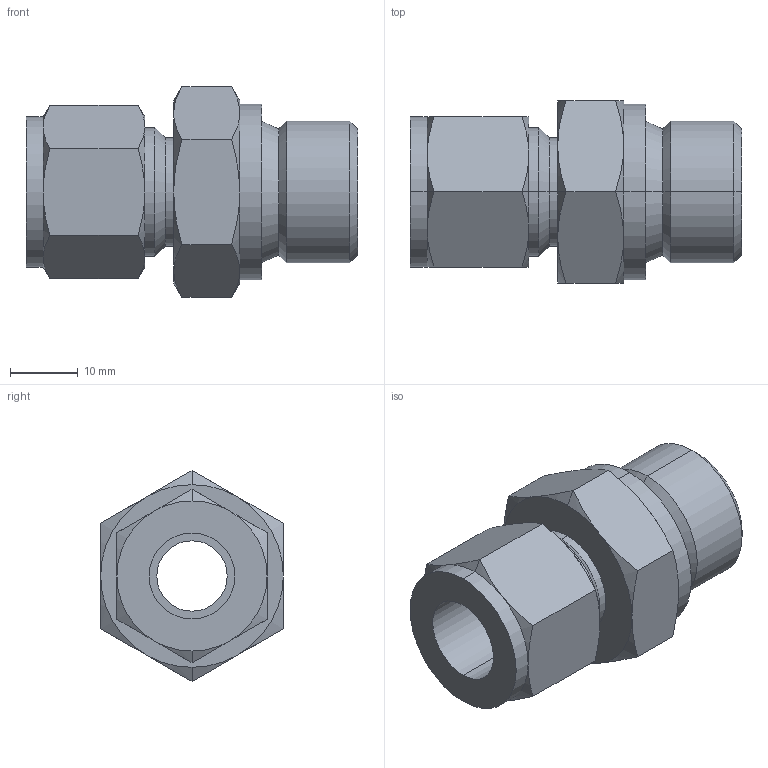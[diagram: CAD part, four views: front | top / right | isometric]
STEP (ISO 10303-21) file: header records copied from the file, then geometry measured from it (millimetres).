
FILE_DESCRIPTION (( 'STEP AP203' ), '1' );
FILE_NAME ('RizurLok-P-1.2(O)-1.2G(Pm).STEP', '2022-03-10T13:50:49', ( '' ), ( '' ), 'SwSTEP 2.0', 'SolidWorks 2020', '' );
FILE_SCHEMA (( 'CONFIG_CONTROL_DESIGN' ));
Length unit declared in the file: millimetre
Products named in the file (2): RizurLok-P-1.2(O)-1.2G(Pm)
Assembly tree (1 placements, depth 2):
  RizurLok-P-1.2(O)-1.2G(Pm)
    RizurLok-P-1.2(O)-1.2G(Pm)
Bounding box: 49 x 27 x 31.18 mm (x, y, z)
Volume: 15820.6 mm3; surface area: 6873.8 mm2
Topology: 1 solids, 1 shells, 215 faces, 543 edges, 346 vertices
Faces by surface type: plane 82, bspline 75, cone 40, cylinder 14, torus 4
Entity records: 9251 total; most frequent: CARTESIAN_POINT 4455, ORIENTED_EDGE 1086, DIRECTION 705, EDGE_CURVE 543, VERTEX_POINT 346, LINE 273, VECTOR 273, EDGE_LOOP 233
